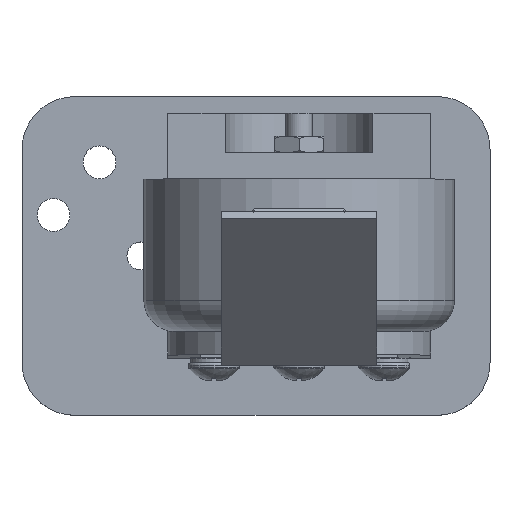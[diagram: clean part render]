
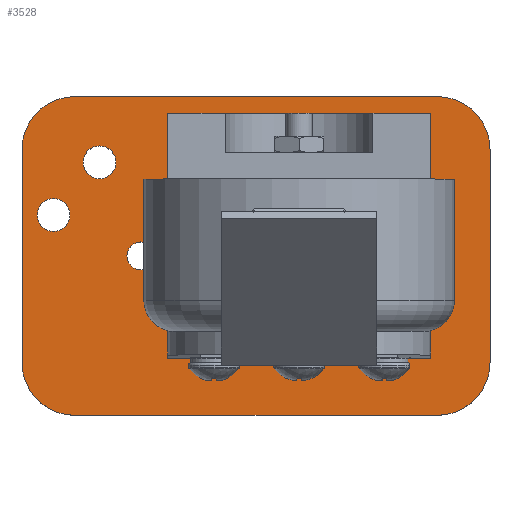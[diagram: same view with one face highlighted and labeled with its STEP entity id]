
A CAD part, top view. The second image highlights one B-rep face of the part: STEP entity #3528.
In plain terms, the highlighted planar face has unit normal (0, 0, 1).
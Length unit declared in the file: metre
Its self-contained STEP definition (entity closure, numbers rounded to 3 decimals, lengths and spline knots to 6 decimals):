
#155=LINE('',#7767,#325);
#162=LINE('',#7785,#332);
#166=LINE('',#7797,#336);
#170=LINE('',#7809,#340);
#325=VECTOR('',#4714,1.);
#332=VECTOR('',#4729,1.);
#336=VECTOR('',#4741,1.);
#340=VECTOR('',#4753,1.);
#721=PLANE('',#3983);
#1510=ORIENTED_EDGE('',*,*,#2110,.T.);
#1511=ORIENTED_EDGE('',*,*,#2111,.T.);
#1512=ORIENTED_EDGE('',*,*,#2112,.T.);
#1513=ORIENTED_EDGE('',*,*,#2113,.T.);
#1514=ORIENTED_EDGE('',*,*,#2114,.T.);
#1515=ORIENTED_EDGE('',*,*,#2115,.T.);
#1516=ORIENTED_EDGE('',*,*,#2116,.T.);
#1517=ORIENTED_EDGE('',*,*,#2086,.T.);
#1518=ORIENTED_EDGE('',*,*,#2090,.T.);
#1519=ORIENTED_EDGE('',*,*,#2095,.T.);
#1520=ORIENTED_EDGE('',*,*,#2098,.T.);
#1521=ORIENTED_EDGE('',*,*,#2101,.F.);
#1522=ORIENTED_EDGE('',*,*,#2104,.T.);
#1523=ORIENTED_EDGE('',*,*,#2107,.F.);
#1524=ORIENTED_EDGE('',*,*,#2109,.T.);
#2086=EDGE_CURVE('',#2475,#2474,#155,.T.);
#2090=EDGE_CURVE('',#2474,#2477,#2674,.T.);
#2095=EDGE_CURVE('',#2477,#2481,#162,.T.);
#2098=EDGE_CURVE('',#2481,#2483,#2676,.T.);
#2101=EDGE_CURVE('',#2485,#2483,#166,.T.);
#2104=EDGE_CURVE('',#2485,#2487,#2678,.T.);
#2107=EDGE_CURVE('',#2489,#2487,#170,.T.);
#2109=EDGE_CURVE('',#2489,#2475,#2680,.T.);
#2110=EDGE_CURVE('',#2490,#2490,#2681,.F.);
#2111=EDGE_CURVE('',#2491,#2491,#2682,.F.);
#2112=EDGE_CURVE('',#2492,#2492,#2683,.F.);
#2113=EDGE_CURVE('',#2493,#2493,#2684,.F.);
#2114=EDGE_CURVE('',#2494,#2494,#2685,.F.);
#2115=EDGE_CURVE('',#2495,#2495,#2686,.F.);
#2116=EDGE_CURVE('',#2496,#2496,#2687,.F.);
#2474=VERTEX_POINT('',#7766);
#2475=VERTEX_POINT('',#7768);
#2477=VERTEX_POINT('',#7774);
#2481=VERTEX_POINT('',#7784);
#2483=VERTEX_POINT('',#7790);
#2485=VERTEX_POINT('',#7796);
#2487=VERTEX_POINT('',#7802);
#2489=VERTEX_POINT('',#7808);
#2490=VERTEX_POINT('',#7815);
#2491=VERTEX_POINT('',#7817);
#2492=VERTEX_POINT('',#7819);
#2493=VERTEX_POINT('',#7821);
#2494=VERTEX_POINT('',#7823);
#2495=VERTEX_POINT('',#7825);
#2496=VERTEX_POINT('',#7827);
#2674=CIRCLE('',#3970,0.00508);
#2676=CIRCLE('',#3974,0.00508);
#2678=CIRCLE('',#3978,0.00508);
#2680=CIRCLE('',#3982,0.00508);
#2681=CIRCLE('',#3984,0.001588);
#2682=CIRCLE('',#3985,0.001588);
#2683=CIRCLE('',#3986,0.001956);
#2684=CIRCLE('',#3987,0.001956);
#2685=CIRCLE('',#3988,0.001353);
#2686=CIRCLE('',#3989,0.001353);
#2687=CIRCLE('',#3990,0.00165);
#2914=EDGE_LOOP('',(#1510));
#2915=EDGE_LOOP('',(#1511));
#2916=EDGE_LOOP('',(#1512));
#2917=EDGE_LOOP('',(#1513));
#2918=EDGE_LOOP('',(#1514));
#2919=EDGE_LOOP('',(#1515));
#2920=EDGE_LOOP('',(#1516));
#2921=EDGE_LOOP('',(#1517,#1518,#1519,#1520,#1521,#1522,#1523,#1524));
#3212=FACE_BOUND('',#2914,.T.);
#3213=FACE_BOUND('',#2915,.T.);
#3214=FACE_BOUND('',#2916,.T.);
#3215=FACE_BOUND('',#2917,.T.);
#3216=FACE_BOUND('',#2918,.T.);
#3217=FACE_BOUND('',#2919,.T.);
#3218=FACE_BOUND('',#2920,.T.);
#3219=FACE_BOUND('',#2921,.T.);
#3528=ADVANCED_FACE('',(#3212,#3213,#3214,#3215,#3216,#3217,#3218,#3219),
#721,.T.);
#3970=AXIS2_PLACEMENT_3D('',#7775,#4721,#4722);
#3974=AXIS2_PLACEMENT_3D('',#7791,#4735,#4736);
#3978=AXIS2_PLACEMENT_3D('',#7803,#4747,#4748);
#3982=AXIS2_PLACEMENT_3D('',#7812,#4758,#4759);
#3983=AXIS2_PLACEMENT_3D('',#7813,#4760,#4761);
#3984=AXIS2_PLACEMENT_3D('',#7814,#4762,#4763);
#3985=AXIS2_PLACEMENT_3D('',#7816,#4764,#4765);
#3986=AXIS2_PLACEMENT_3D('',#7818,#4766,#4767);
#3987=AXIS2_PLACEMENT_3D('',#7820,#4768,#4769);
#3988=AXIS2_PLACEMENT_3D('',#7822,#4770,#4771);
#3989=AXIS2_PLACEMENT_3D('',#7824,#4772,#4773);
#3990=AXIS2_PLACEMENT_3D('',#7826,#4774,#4775);
#4714=DIRECTION('',(0.,1.,0.));
#4721=DIRECTION('',(0.,0.,1.));
#4722=DIRECTION('',(1.,0.,0.));
#4729=DIRECTION('',(-1.,0.,0.));
#4735=DIRECTION('',(0.,0.,1.));
#4736=DIRECTION('',(1.,0.,0.));
#4741=DIRECTION('',(0.,1.,0.));
#4747=DIRECTION('',(0.,0.,1.));
#4748=DIRECTION('',(1.,0.,0.));
#4753=DIRECTION('',(-1.,0.,0.));
#4758=DIRECTION('',(0.,0.,1.));
#4759=DIRECTION('',(1.,0.,0.));
#4760=DIRECTION('',(0.,0.,1.));
#4761=DIRECTION('',(1.,0.,0.));
#4762=DIRECTION('',(0.,0.,1.));
#4763=DIRECTION('',(1.,0.,0.));
#4764=DIRECTION('',(0.,0.,1.));
#4765=DIRECTION('',(1.,0.,0.));
#4766=DIRECTION('',(0.,0.,1.));
#4767=DIRECTION('',(1.,0.,0.));
#4768=DIRECTION('',(0.,0.,1.));
#4769=DIRECTION('',(1.,0.,0.));
#4770=DIRECTION('',(0.,0.,1.));
#4771=DIRECTION('',(1.,0.,0.));
#4772=DIRECTION('',(0.,0.,1.));
#4773=DIRECTION('',(1.,0.,0.));
#4774=DIRECTION('',(0.,0.,1.));
#4775=DIRECTION('',(1.,0.,0.));
#7766=CARTESIAN_POINT('',(0.022606,0.010312,0.00381));
#7767=CARTESIAN_POINT('',(0.022606,0.,0.00381));
#7768=CARTESIAN_POINT('',(0.022606,-0.010312,0.00381));
#7774=CARTESIAN_POINT('',(0.017526,0.015392,0.00381));
#7775=CARTESIAN_POINT('',(0.017526,0.010312,0.00381));
#7784=CARTESIAN_POINT('',(-0.017526,0.015392,0.00381));
#7785=CARTESIAN_POINT('',(0.,0.015392,0.00381));
#7790=CARTESIAN_POINT('',(-0.022606,0.010312,0.00381));
#7791=CARTESIAN_POINT('',(-0.017526,0.010312,0.00381));
#7796=CARTESIAN_POINT('',(-0.022606,-0.010312,0.00381));
#7797=CARTESIAN_POINT('',(-0.022606,0.,0.00381));
#7802=CARTESIAN_POINT('',(-0.017526,-0.015392,0.00381));
#7803=CARTESIAN_POINT('',(-0.017526,-0.010312,0.00381));
#7808=CARTESIAN_POINT('',(0.017526,-0.015392,0.00381));
#7809=CARTESIAN_POINT('',(0.,-0.015392,0.00381));
#7812=CARTESIAN_POINT('',(0.017526,-0.010312,0.00381));
#7813=CARTESIAN_POINT('',(0.,0.,0.00381));
#7814=CARTESIAN_POINT('',(-0.019558,0.003962,0.00381));
#7815=CARTESIAN_POINT('',(-0.017971,0.003962,0.00381));
#7816=CARTESIAN_POINT('',(-0.015113,0.009042,0.00381));
#7817=CARTESIAN_POINT('',(-0.013526,0.009042,0.00381));
#7818=CARTESIAN_POINT('',(-0.005359,0.010566,0.00381));
#7819=CARTESIAN_POINT('',(-0.003404,0.010566,0.00381));
#7820=CARTESIAN_POINT('',(0.013691,0.010566,0.00381));
#7821=CARTESIAN_POINT('',(0.015646,0.010566,0.00381));
#7822=CARTESIAN_POINT('',(-0.011113,0.,0.00381));
#7823=CARTESIAN_POINT('',(-0.00976,0.,0.00381));
#7824=CARTESIAN_POINT('',(0.011113,0.,0.00381));
#7825=CARTESIAN_POINT('',(0.012465,0.,0.00381));
#7826=CARTESIAN_POINT('',(0.,0.,0.00381));
#7827=CARTESIAN_POINT('',(0.00165,0.,0.00381));
